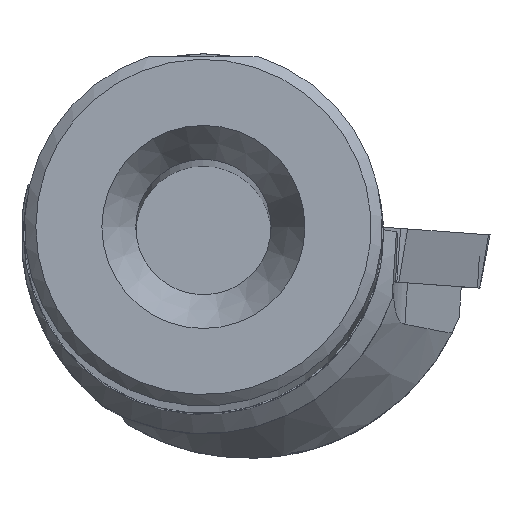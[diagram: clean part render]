
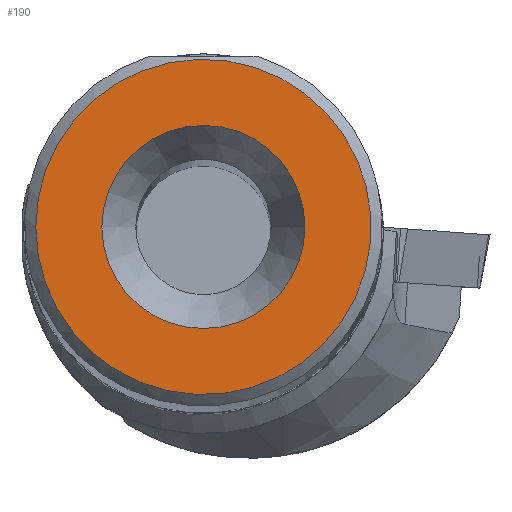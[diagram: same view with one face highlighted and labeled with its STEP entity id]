
A CAD part, top view. The second image highlights one B-rep face of the part: STEP entity #190.
In plain terms, the highlighted planar face has unit normal (0, 0, 1).
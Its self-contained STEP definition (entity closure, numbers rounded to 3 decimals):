
#190=ADVANCED_FACE('',(#339,#340),#222,.T.);
#222=PLANE('',#1002);
#339=FACE_BOUND('',#393,.T.);
#340=FACE_BOUND('',#394,.T.);
#393=EDGE_LOOP('',(#554));
#394=EDGE_LOOP('',(#555));
#554=ORIENTED_EDGE('',*,*,#798,.T.);
#555=ORIENTED_EDGE('',*,*,#792,.F.);
#698=VERTEX_POINT('',#1678);
#703=VERTEX_POINT('',#1694);
#792=EDGE_CURVE('',#698,#698,#843,.T.);
#798=EDGE_CURVE('',#703,#703,#846,.T.);
#843=CIRCLE('',#996,7.43);
#846=CIRCLE('',#1001,4.5);
#996=AXIS2_PLACEMENT_3D('',#1677,#1187,#1188);
#1001=AXIS2_PLACEMENT_3D('',#1693,#1199,#1200);
#1002=AXIS2_PLACEMENT_3D('',#1695,#1201,#1202);
#1187=DIRECTION('',(0.,0.,-1.));
#1188=DIRECTION('',(-1.,0.,0.));
#1199=DIRECTION('',(0.,0.,-1.));
#1200=DIRECTION('',(-1.,0.,0.));
#1201=DIRECTION('',(0.,0.,1.));
#1202=DIRECTION('',(-1.,0.,0.));
#1677=CARTESIAN_POINT('',(0.,0.,0.));
#1678=CARTESIAN_POINT('',(-7.43,0.,0.));
#1693=CARTESIAN_POINT('',(0.,0.,0.));
#1694=CARTESIAN_POINT('',(-4.5,0.,0.));
#1695=CARTESIAN_POINT('',(0.,0.,0.));
